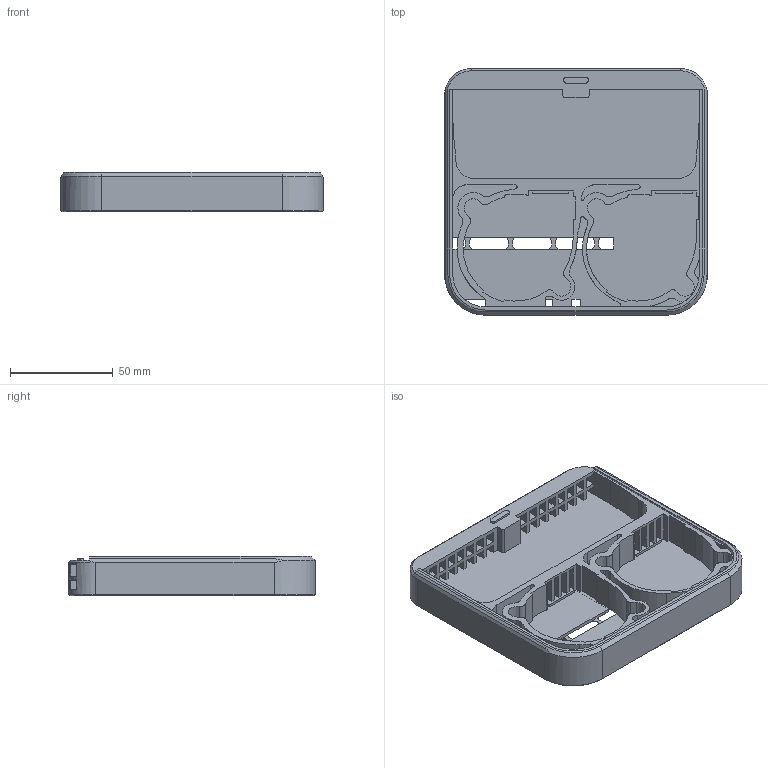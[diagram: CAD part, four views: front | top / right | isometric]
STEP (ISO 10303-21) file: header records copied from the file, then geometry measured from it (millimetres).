
FILE_DESCRIPTION(/* description */ (''),/* implementation_level */ '2;1');
FILE_NAME(/* name */ '2 fan project v12.step',/* time_stamp */ '2022-12-10T15:25:48-08:00',/* author */ (''),/* organization */ (''),/* preprocessor_version */ 'ST-DEVELOPER v19.2',/* originating_system */ 'Autodesk Translation Framework v11.17.0.187',/* authorisation */ '');
FILE_SCHEMA (('AUTOMOTIVE_DESIGN { 1 0 10303 214 3 1 1 }'));
Length unit declared in the file: millimetre
Products named in the file (1): 2 fan project
Bounding box: 128 x 120 x 19.25 mm (x, y, z)
Volume: 89344.6 mm3; surface area: 62612.4 mm2
Topology: 1 solids, 1 shells, 587 faces, 1694 edges, 1062 vertices
Faces by surface type: plane 471, cylinder 80, cone 30, bspline 6
Full cylindrical faces by diameter (mm): 10.3 x1
Entity records: 20026 total; most frequent: CARTESIAN_POINT 4464, ORIENTED_EDGE 3388, DIRECTION 3023, EDGE_CURVE 1694, LINE 1389, VECTOR 1389, VERTEX_POINT 1062, AXIS2_PLACEMENT_3D 817
